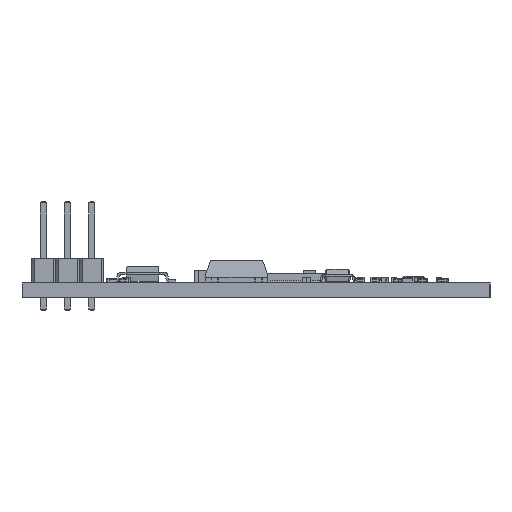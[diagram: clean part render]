
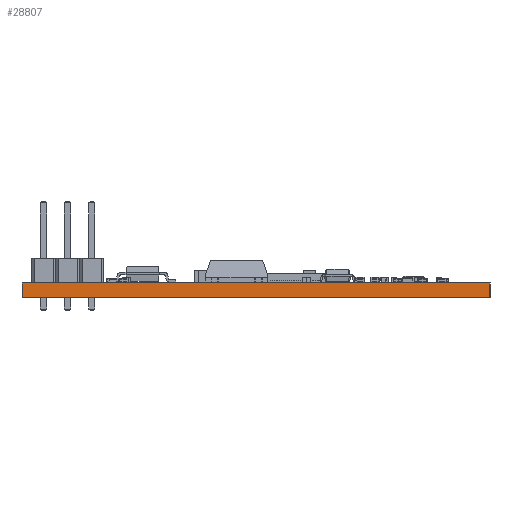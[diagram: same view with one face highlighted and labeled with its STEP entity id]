
A CAD part, left-side view. The second image highlights one B-rep face of the part: STEP entity #28807.
In plain terms, the highlighted planar face has unit normal (-1, 0, 0).
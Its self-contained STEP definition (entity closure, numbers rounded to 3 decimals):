
#28751 = VERTEX_POINT('',#28752);
#28752 = CARTESIAN_POINT('',(93.9,-116.,1.51));
#28758 = EDGE_CURVE('',#28759,#28751,#28761,.T.);
#28759 = VERTEX_POINT('',#28760);
#28760 = CARTESIAN_POINT('',(93.9,-116.,0.));
#28761 = LINE('',#28762,#28763);
#28762 = CARTESIAN_POINT('',(93.9,-116.,0.));
#28763 = VECTOR('',#28764,1.);
#28764 = DIRECTION('',(0.,0.,1.));
#28807 = ADVANCED_FACE('',(#28808),#28833,.T.);
#28808 = FACE_BOUND('',#28809,.T.);
#28809 = EDGE_LOOP('',(#28810,#28811,#28819,#28827));
#28810 = ORIENTED_EDGE('',*,*,#28758,.T.);
#28811 = ORIENTED_EDGE('',*,*,#28812,.T.);
#28812 = EDGE_CURVE('',#28751,#28813,#28815,.T.);
#28813 = VERTEX_POINT('',#28814);
#28814 = CARTESIAN_POINT('',(93.9,-66.5,1.51));
#28815 = LINE('',#28816,#28817);
#28816 = CARTESIAN_POINT('',(93.9,-116.,1.51));
#28817 = VECTOR('',#28818,1.);
#28818 = DIRECTION('',(0.,1.,0.));
#28819 = ORIENTED_EDGE('',*,*,#28820,.F.);
#28820 = EDGE_CURVE('',#28821,#28813,#28823,.T.);
#28821 = VERTEX_POINT('',#28822);
#28822 = CARTESIAN_POINT('',(93.9,-66.5,0.));
#28823 = LINE('',#28824,#28825);
#28824 = CARTESIAN_POINT('',(93.9,-66.5,0.));
#28825 = VECTOR('',#28826,1.);
#28826 = DIRECTION('',(0.,0.,1.));
#28827 = ORIENTED_EDGE('',*,*,#28828,.F.);
#28828 = EDGE_CURVE('',#28759,#28821,#28829,.T.);
#28829 = LINE('',#28830,#28831);
#28830 = CARTESIAN_POINT('',(93.9,-116.,0.));
#28831 = VECTOR('',#28832,1.);
#28832 = DIRECTION('',(0.,1.,0.));
#28833 = PLANE('',#28834);
#28834 = AXIS2_PLACEMENT_3D('',#28835,#28836,#28837);
#28835 = CARTESIAN_POINT('',(93.9,-116.,0.));
#28836 = DIRECTION('',(-1.,0.,0.));
#28837 = DIRECTION('',(0.,1.,0.));
